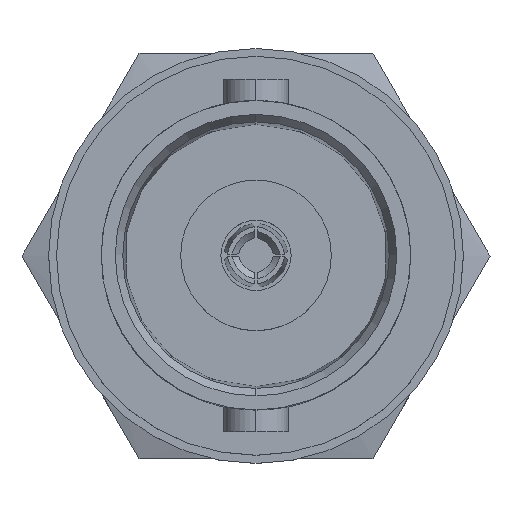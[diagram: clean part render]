
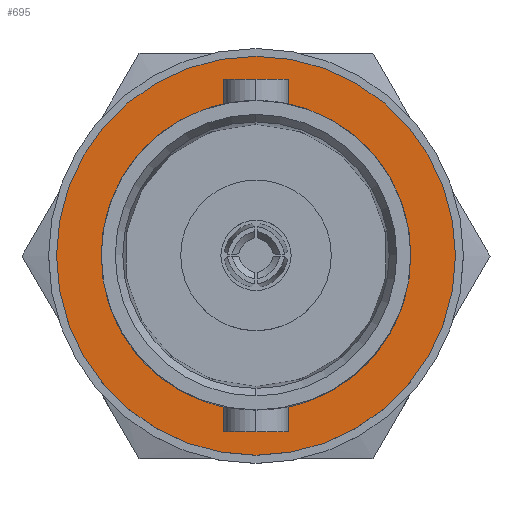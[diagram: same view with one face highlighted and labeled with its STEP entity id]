
A CAD part, top view. The second image highlights one B-rep face of the part: STEP entity #695.
In plain terms, the highlighted planar face has unit normal (0, 0, 1).
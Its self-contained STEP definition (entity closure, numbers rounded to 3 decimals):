
#695 = ADVANCED_FACE ( 'NONE', ( #11926, #11927 ), #5393, .F. ) ;
#1035 = ORIENTED_EDGE ( 'NONE', *, *, #1652, .F. ) ;
#1036 = ORIENTED_EDGE ( 'NONE', *, *, #5872, .F. ) ;
#1037 = ORIENTED_EDGE ( 'NONE', *, *, #3607, .T. ) ;
#1652 = EDGE_CURVE ( 'NONE', #9346, #9325, #2939, .T. ) ;
#2282 = CARTESIAN_POINT ( 'NONE',  ( 0., 0., -10.8 ) ) ;
#2283 = DIRECTION ( 'NONE',  ( 0., 0., 1. ) ) ;
#2284 = DIRECTION ( 'NONE',  ( 1., 0., 0. ) ) ;
#2604 = CARTESIAN_POINT ( 'NONE',  ( 0., 0., -10.8 ) ) ;
#2605 = DIRECTION ( 'NONE',  ( 0., 0., 1. ) ) ;
#2606 = DIRECTION ( 'NONE',  ( 1., 0., 0. ) ) ;
#2939 = CIRCLE ( 'NONE', #2943, 4.85 ) ;
#2943 = AXIS2_PLACEMENT_3D ( 'NONE', #11492, #11517, #11491 ) ;
#3081 = AXIS2_PLACEMENT_3D ( 'NONE', #5394, #5397, #5398 ) ;
#3607 = EDGE_CURVE ( 'NONE', #9113, #9114, #6900, .T. ) ;
#4509 = CARTESIAN_POINT ( 'NONE',  ( 0., 0., -10.8 ) ) ;
#4510 = DIRECTION ( 'NONE',  ( 0., 0., 1. ) ) ;
#4511 = DIRECTION ( 'NONE',  ( 1., 0., 0. ) ) ;
#5393 = PLANE ( 'NONE',  #3081 ) ;
#5394 = CARTESIAN_POINT ( 'NONE',  ( 0., 6.25, -10.8 ) ) ;
#5397 = DIRECTION ( 'NONE',  ( 0., 0., -1. ) ) ;
#5398 = DIRECTION ( 'NONE',  ( -1., 0., 0. ) ) ;
#5872 = EDGE_CURVE ( 'NONE', #9325, #9346, #8866, .T. ) ;
#6900 = CIRCLE ( 'NONE', #6906, 6.25 ) ;
#6906 = AXIS2_PLACEMENT_3D ( 'NONE', #4509, #4510, #4511 ) ;
#6969 = ORIENTED_EDGE ( 'NONE', *, *, #7270, .T. ) ;
#7270 = EDGE_CURVE ( 'NONE', #9114, #9113, #9654, .T. ) ;
#8062 = CARTESIAN_POINT ( 'NONE',  ( 6.25, 0., -10.8 ) ) ;
#8063 = CARTESIAN_POINT ( 'NONE',  ( -6.25, 0., -10.8 ) ) ;
#8274 = CARTESIAN_POINT ( 'NONE',  ( -4.85, 0., -10.8 ) ) ;
#8295 = CARTESIAN_POINT ( 'NONE',  ( 4.85, 0., -10.8 ) ) ;
#8866 = CIRCLE ( 'NONE', #8875, 4.85 ) ;
#8875 = AXIS2_PLACEMENT_3D ( 'NONE', #2282, #2283, #2284 ) ;
#9113 = VERTEX_POINT ( 'NONE', #8062 ) ;
#9114 = VERTEX_POINT ( 'NONE', #8063 ) ;
#9325 = VERTEX_POINT ( 'NONE', #8274 ) ;
#9346 = VERTEX_POINT ( 'NONE', #8295 ) ;
#9654 = CIRCLE ( 'NONE', #9674, 6.25 ) ;
#9674 = AXIS2_PLACEMENT_3D ( 'NONE', #2604, #2605, #2606 ) ;
#10823 = EDGE_LOOP ( 'NONE', ( #1037, #6969 ) ) ;
#10831 = EDGE_LOOP ( 'NONE', ( #1035, #1036 ) ) ;
#11491 = DIRECTION ( 'NONE',  ( 1., 0., 0. ) ) ;
#11492 = CARTESIAN_POINT ( 'NONE',  ( 0., 0., -10.8 ) ) ;
#11517 = DIRECTION ( 'NONE',  ( 0., 0., 1. ) ) ;
#11926 = FACE_BOUND ( 'NONE', #10831, .T. ) ;
#11927 = FACE_OUTER_BOUND ( 'NONE', #10823, .T. ) ;
